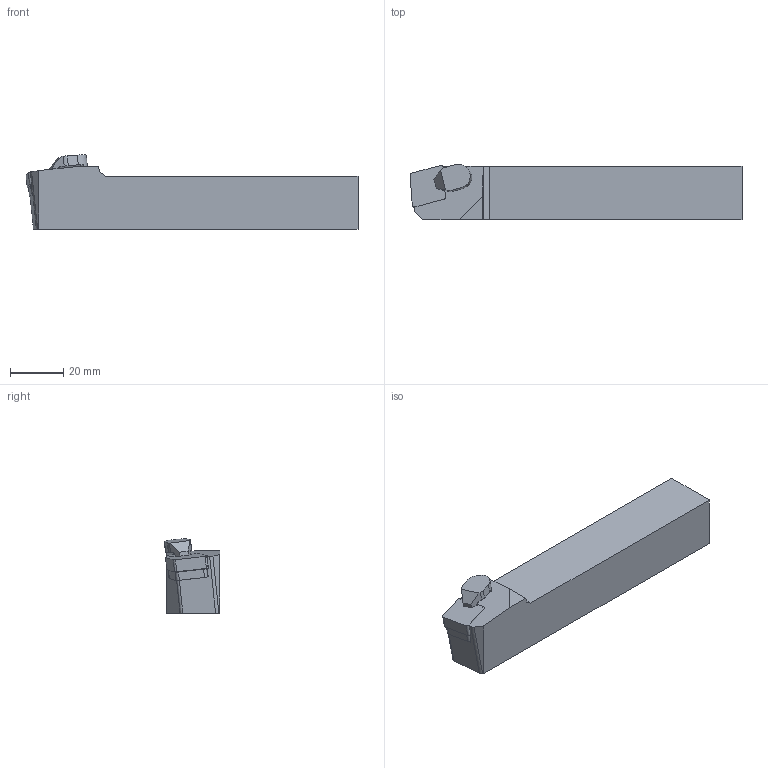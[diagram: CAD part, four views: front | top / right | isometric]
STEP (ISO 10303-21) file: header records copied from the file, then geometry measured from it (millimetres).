
FILE_DESCRIPTION(/* description */ (''),/* implementation_level */ '2;1');
FILE_NAME(/* name */ 'PSBNL-2020-K12.stp',/* time_stamp */ '2023-09-28T15:59:18+03:00',/* author */ (''),/* organization */ (''),/* preprocessor_version */ 'ST-DEVELOPER v19.4',/* originating_system */ 'SIEMENS PLM Software NX2306.3001',/* authorisation */ '');
FILE_SCHEMA (('AUTOMOTIVE_DESIGN { 1 0 10303 214 3 1 1 1 }'));
Length unit declared in the file: millimetre
Products named in the file (1): PSBNR-2020-K12_stp
Bounding box: 124.95 x 20.81 x 27.96 mm (x, y, z)
Volume: 49927.8 mm3; surface area: 11540.8 mm2
Topology: 2 solids, 2 shells, 54 faces, 145 edges, 96 vertices
Faces by surface type: plane 38, cylinder 16
Entity records: 2112 total; most frequent: CARTESIAN_POINT 313, ORIENTED_EDGE 290, DIRECTION 289, EDGE_CURVE 145, LINE 107, VECTOR 107, VERTEX_POINT 96, AXIS2_PLACEMENT_3D 91
